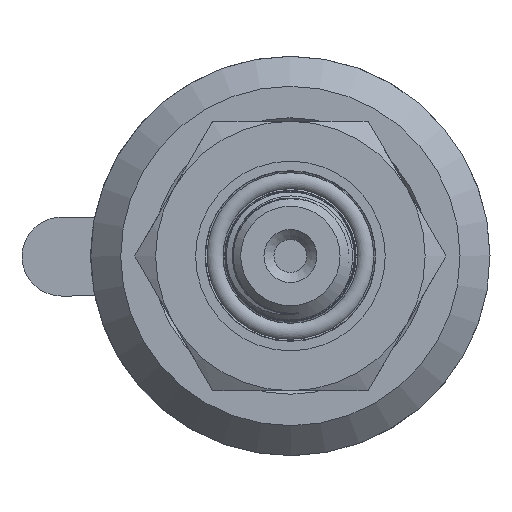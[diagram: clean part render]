
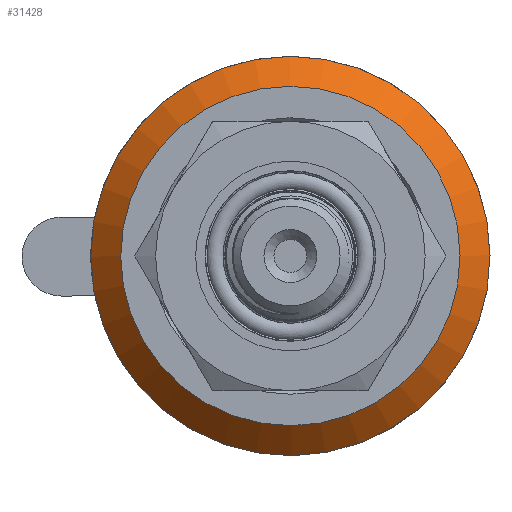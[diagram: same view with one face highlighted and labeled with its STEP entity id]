
A CAD part, left-side view. The second image highlights one B-rep face of the part: STEP entity #31428.
In plain terms, the highlighted conical face has half-angle 45 degrees and reference radius 18.5 mm.
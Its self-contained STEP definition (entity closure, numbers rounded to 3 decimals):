
#1766=CONICAL_SURFACE('',#33489,18.5,0.785);
#3335=FACE_OUTER_BOUND('',#5141,.T.);
#5141=EDGE_LOOP('',(#29055,#29056,#29057,#29058));
#5825=CIRCLE('',#33488,20.);
#5826=CIRCLE('',#33490,17.);
#9691=LINE('',#82011,#12646);
#12646=VECTOR('',#40331,18.5);
#15613=VERTEX_POINT('',#82006);
#15614=VERTEX_POINT('',#82010);
#20130=EDGE_CURVE('',#15613,#15613,#5825,.T.);
#20131=EDGE_CURVE('',#15613,#15614,#9691,.T.);
#20132=EDGE_CURVE('',#15614,#15614,#5826,.T.);
#29055=ORIENTED_EDGE('',*,*,#20130,.F.);
#29056=ORIENTED_EDGE('',*,*,#20131,.T.);
#29057=ORIENTED_EDGE('',*,*,#20132,.T.);
#29058=ORIENTED_EDGE('',*,*,#20131,.F.);
#31428=ADVANCED_FACE('',(#3335),#1766,.T.);
#33488=AXIS2_PLACEMENT_3D('',#82008,#40327,#40328);
#33489=AXIS2_PLACEMENT_3D('',#82009,#40329,#40330);
#33490=AXIS2_PLACEMENT_3D('',#82012,#40332,#40333);
#40327=DIRECTION('center_axis',(-1.,0.,0.));
#40328=DIRECTION('ref_axis',(0.,0.,
-1.));
#40329=DIRECTION('center_axis',(-1.,0.,0.));
#40330=DIRECTION('ref_axis',(0.,-1.,0.));
#40331=DIRECTION('',(0.707,-0.707,0.));
#40332=DIRECTION('center_axis',(-1.,0.,0.));
#40333=DIRECTION('ref_axis',(0.,0.,
-1.));
#82006=CARTESIAN_POINT('',(21.,20.,0.));
#82008=CARTESIAN_POINT('Origin',(21.,0.,0.));
#82009=CARTESIAN_POINT('Origin',(22.5,0.,0.));
#82010=CARTESIAN_POINT('',(24.,17.,0.));
#82011=CARTESIAN_POINT('',(22.5,18.5,0.));
#82012=CARTESIAN_POINT('Origin',(24.,0.,0.));
